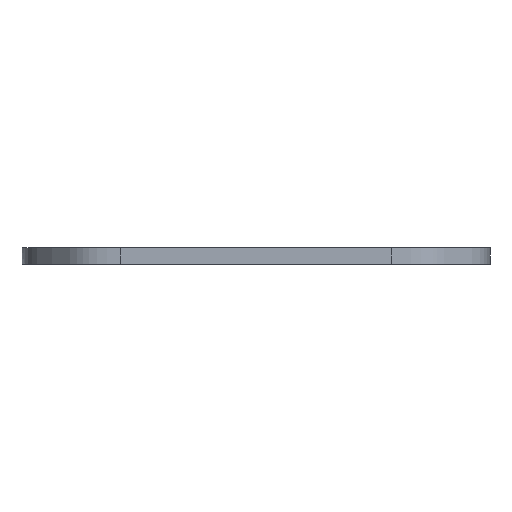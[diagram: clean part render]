
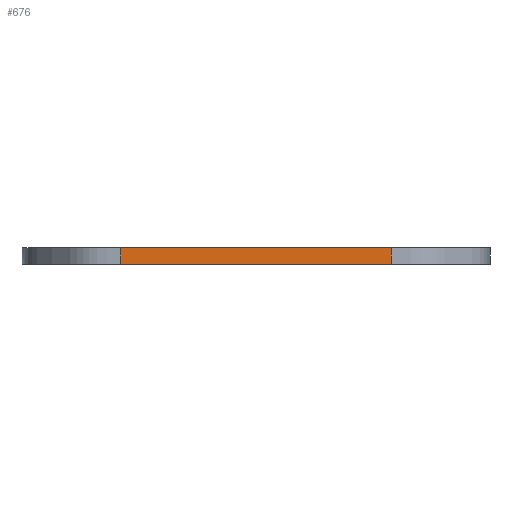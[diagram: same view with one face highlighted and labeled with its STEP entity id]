
A CAD part, front view. The second image highlights one B-rep face of the part: STEP entity #676.
In plain terms, the highlighted planar face has unit normal (0, -1, 0).
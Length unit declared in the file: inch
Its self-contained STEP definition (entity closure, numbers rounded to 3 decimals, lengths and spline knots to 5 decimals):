
#68=PLANE('',#729);
#100=FACE_OUTER_BOUND('',#143,.T.);
#143=EDGE_LOOP('',(#585,#586,#587,#588));
#158=LINE('',#990,#194);
#180=LINE('',#1756,#216);
#190=LINE('',#1874,#226);
#191=LINE('',#1876,#227);
#194=VECTOR('',#737,0.3937);
#216=VECTOR('',#815,0.3937);
#226=VECTOR('',#829,0.3937);
#227=VECTOR('',#832,0.3937);
#272=VERTEX_POINT('',#988);
#273=VERTEX_POINT('',#989);
#326=VERTEX_POINT('',#1755);
#334=VERTEX_POINT('',#1865);
#339=EDGE_CURVE('',#272,#273,#158,.T.);
#414=EDGE_CURVE('',#272,#326,#180,.T.);
#430=EDGE_CURVE('',#273,#334,#190,.T.);
#431=EDGE_CURVE('',#326,#334,#191,.T.);
#585=ORIENTED_EDGE('',*,*,#339,.T.);
#586=ORIENTED_EDGE('',*,*,#430,.T.);
#587=ORIENTED_EDGE('',*,*,#431,.F.);
#588=ORIENTED_EDGE('',*,*,#414,.F.);
#676=ADVANCED_FACE('',(#100),#68,.T.);
#729=AXIS2_PLACEMENT_3D('',#1875,#830,#831);
#737=DIRECTION('',(1.,0.,0.));
#815=DIRECTION('',(0.,0.,1.));
#829=DIRECTION('',(0.,0.,1.));
#830=DIRECTION('center_axis',(0.,-1.,0.));
#831=DIRECTION('ref_axis',(1.,0.,0.));
#832=DIRECTION('',(1.,0.,0.));
#988=CARTESIAN_POINT('',(-2.45852,-2.8125,0.));
#989=CARTESIAN_POINT('',(2.45852,-2.8125,0.));
#990=CARTESIAN_POINT('',(-2.45852,-2.8125,0.));
#1755=CARTESIAN_POINT('',(-2.45852,-2.8125,0.3));
#1756=CARTESIAN_POINT('',(-2.45852,-2.8125,0.));
#1865=CARTESIAN_POINT('',(2.45852,-2.8125,0.3));
#1874=CARTESIAN_POINT('',(2.45852,-2.8125,0.));
#1875=CARTESIAN_POINT('Origin',(-2.45852,-2.8125,0.));
#1876=CARTESIAN_POINT('',(-2.45852,-2.8125,0.3));
